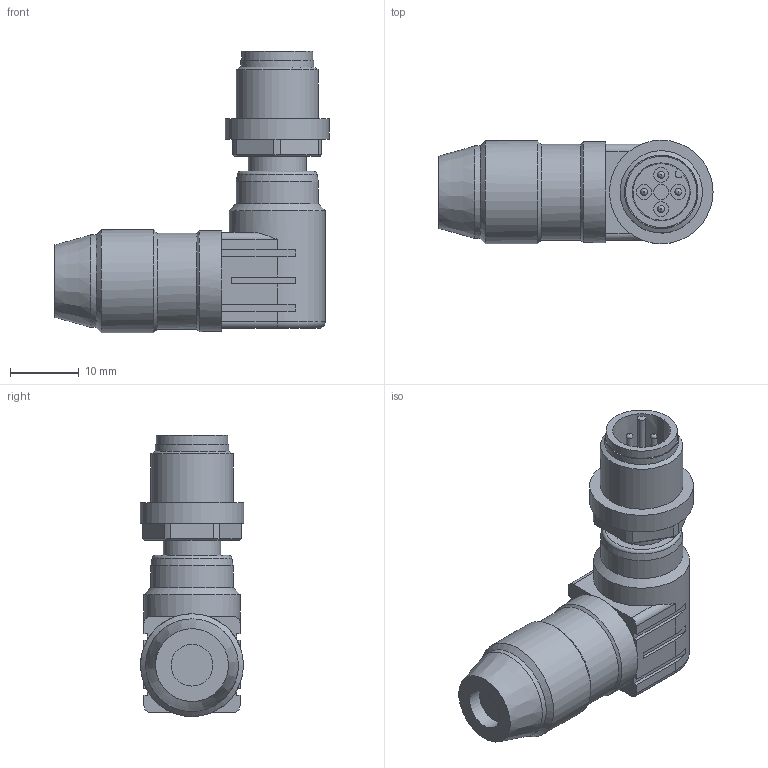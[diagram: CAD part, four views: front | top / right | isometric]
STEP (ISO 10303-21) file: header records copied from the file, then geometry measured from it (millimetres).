
FILE_DESCRIPTION((''),'2;1');
FILE_NAME('7000-12561.stp','2011-08-15T10:32:24',('Reichert'),(''),'Autodesk Inventor 2011','Autodesk Inventor 2011','');
FILE_SCHEMA(('AUTOMOTIVE_DESIGN { 1 0 10303 214 1 1 1 1 }'));
Length unit declared in the file: millimetre
Products named in the file (1): 7000-12541
Bounding box: 39.95 x 15.1 x 41 mm (x, y, z)
Volume: 9082.7 mm3; surface area: 3785 mm2
Topology: 1 solids, 1 shells, 126 faces, 289 edges, 181 vertices
Faces by surface type: plane 73, cylinder 31, cone 16, bspline 4, torus 2
Full cylindrical faces by diameter (mm): 1 x4, 2.2 x5, 6.1 x1, 8.4 x1, 10.4 x1, 10.7 x1, 12 x2, 13.5 x1, 14 x2, 14.7 x1, 15 x1, 15.1 x1
Entity records: 3435 total; most frequent: CARTESIAN_POINT 758, DIRECTION 572, ORIENTED_EDGE 482, EDGE_CURVE 241, AXIS2_PLACEMENT_3D 225, EDGE_LOOP 175, VERTEX_POINT 168, FACE_OUTER_BOUND 125
